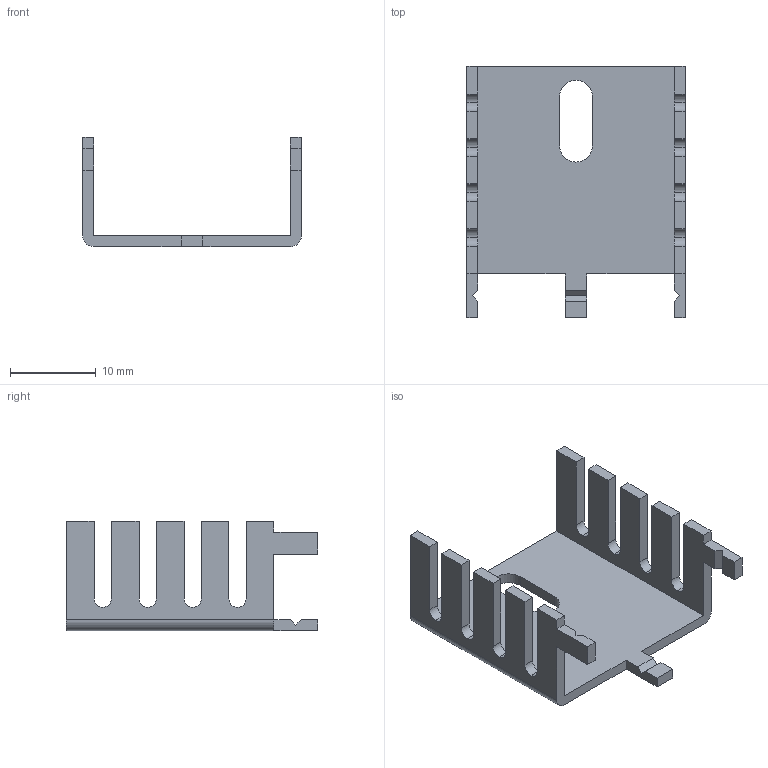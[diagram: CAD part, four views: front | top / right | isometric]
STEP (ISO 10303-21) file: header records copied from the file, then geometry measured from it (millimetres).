
FILE_DESCRIPTION (( 'STEP AP214' ), '1' );
FILE_NAME ('User Library-AAVID_576602B_heat_sink.STEP', '2022-03-22T13:05:41', ( '' ), ( '' ), 'SwSTEP 2.0', 'SolidWorks 2021', '' );
FILE_SCHEMA (( 'AUTOMOTIVE_DESIGN' ));
Length unit declared in the file: millimetre
Products named in the file (1): User Library-AAVID_576602B_heat_sink
Bounding box: 25.4 x 29.21 x 12.7 mm (x, y, z)
Volume: 1268.2 mm3; surface area: 2448.5 mm2
Topology: 1 solids, 1 shells, 77 faces, 225 edges, 150 vertices
Faces by surface type: plane 57, cylinder 20
Entity records: 2577 total; most frequent: CARTESIAN_POINT 453, ORIENTED_EDGE 450, DIRECTION 421, EDGE_CURVE 225, VECTOR 185, LINE 185, VERTEX_POINT 150, AXIS2_PLACEMENT_3D 118
